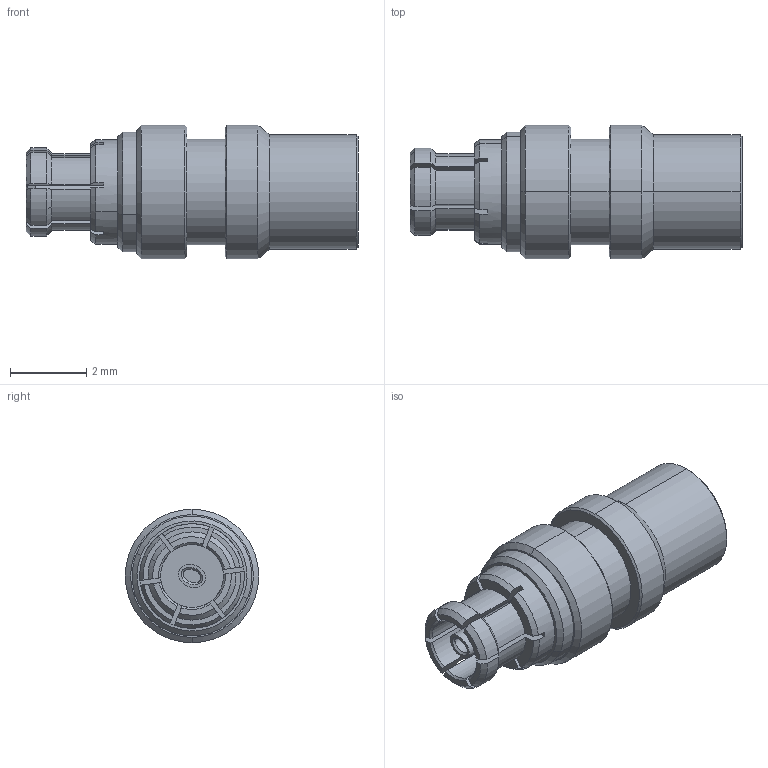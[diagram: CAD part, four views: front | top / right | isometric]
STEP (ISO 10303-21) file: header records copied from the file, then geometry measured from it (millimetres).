
FILE_DESCRIPTION (( 'STEP AP203' ), '1' );
FILE_NAME ('PE44492.step', '2019-01-11T20:17:45', ( '' ), ( '' ), 'SwSTEP 2.0', 'SolidWorks 2017', '' );
FILE_SCHEMA (( 'CONFIG_CONTROL_DESIGN' ));
Length unit declared in the file: inch
Products named in the file (1): PE44492
Bounding box: 8.7 x 3.5 x 3.5 mm (x, y, z)
Volume: 45.2 mm3; surface area: 140.7 mm2
Topology: 1 solids, 1 shells, 123 faces, 321 edges, 207 vertices
Faces by surface type: plane 45, cone 42, cylinder 30, bspline 6
Entity records: 4880 total; most frequent: CARTESIAN_POINT 1805, ORIENTED_EDGE 642, DIRECTION 622, EDGE_CURVE 321, AXIS2_PLACEMENT_3D 243, VERTEX_POINT 207, VECTOR 136, LINE 136
